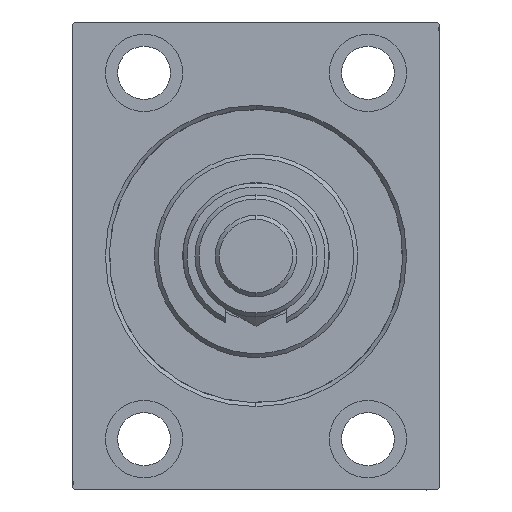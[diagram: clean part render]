
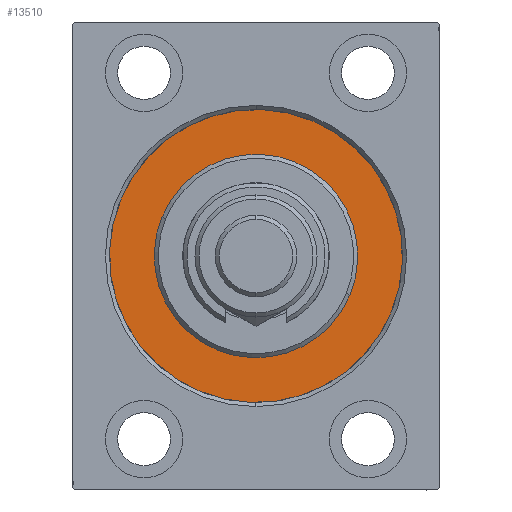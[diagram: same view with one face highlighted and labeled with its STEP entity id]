
A CAD part, left-side view. The second image highlights one B-rep face of the part: STEP entity #13510.
In plain terms, the highlighted face is planar.
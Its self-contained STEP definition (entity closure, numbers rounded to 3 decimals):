
#1360 = VERTEX_POINT ( 'NONE', #34474 ) ;
#1418 = AXIS2_PLACEMENT_3D ( 'NONE', #10140, #31581, #2585 ) ;
#2585 = DIRECTION ( 'NONE',  ( 0., 0., 1. ) ) ;
#2848 = DIRECTION ( 'NONE',  ( -1., 0., 0. ) ) ;
#3356 = ORIENTED_EDGE ( 'NONE', *, *, #28625, .F. ) ;
#3736 = CARTESIAN_POINT ( 'NONE',  ( 0., 0., 0. ) ) ;
#4139 = EDGE_CURVE ( 'NONE', #13748, #29246, #30474, .T. ) ;
#4577 = CIRCLE ( 'NONE', #27156, 25. ) ;
#5881 = EDGE_CURVE ( 'NONE', #29246, #13748, #26754, .T. ) ;
#6829 = CARTESIAN_POINT ( 'NONE',  ( 0., 0., 0. ) ) ;
#6958 = DIRECTION ( 'NONE',  ( 0., 0., -1. ) ) ;
#7156 = ORIENTED_EDGE ( 'NONE', *, *, #44069, .F. ) ;
#7189 = AXIS2_PLACEMENT_3D ( 'NONE', #35151, #2848, #42254 ) ;
#10140 = CARTESIAN_POINT ( 'NONE',  ( 0., 0., 0. ) ) ;
#13510 = ADVANCED_FACE ( 'NONE', ( #28033, #42465 ), #42228, .F. ) ;
#13748 = VERTEX_POINT ( 'NONE', #30117 ) ;
#14019 = EDGE_LOOP ( 'NONE', ( #7156, #3356 ) ) ;
#21182 = DIRECTION ( 'NONE',  ( 1., 0., 0. ) ) ;
#22681 = CARTESIAN_POINT ( 'NONE',  ( 0., 0., -36. ) ) ;
#25096 = CARTESIAN_POINT ( 'NONE',  ( 0., 0., 0. ) ) ;
#25217 = CIRCLE ( 'NONE', #32713, 25. ) ;
#25819 = CARTESIAN_POINT ( 'NONE',  ( 0., 0., 25. ) ) ;
#25871 = DIRECTION ( 'NONE',  ( -1., 0., 0. ) ) ;
#26705 = AXIS2_PLACEMENT_3D ( 'NONE', #3736, #25871, #46686 ) ;
#26754 = CIRCLE ( 'NONE', #7189, 36. ) ;
#27156 = AXIS2_PLACEMENT_3D ( 'NONE', #6829, #21182, #35576 ) ;
#28033 = FACE_BOUND ( 'NONE', #14019, .T. ) ;
#28153 = DIRECTION ( 'NONE',  ( 1., 0., 0. ) ) ;
#28625 = EDGE_CURVE ( 'NONE', #1360, #40500, #4577, .T. ) ;
#28673 = ORIENTED_EDGE ( 'NONE', *, *, #5881, .F. ) ;
#29246 = VERTEX_POINT ( 'NONE', #22681 ) ;
#29789 = EDGE_LOOP ( 'NONE', ( #28673, #36144 ) ) ;
#30117 = CARTESIAN_POINT ( 'NONE',  ( 0., 0., 36. ) ) ;
#30474 = CIRCLE ( 'NONE', #26705, 36. ) ;
#31581 = DIRECTION ( 'NONE',  ( -1., 0., 0. ) ) ;
#32713 = AXIS2_PLACEMENT_3D ( 'NONE', #25096, #28153, #6958 ) ;
#34474 = CARTESIAN_POINT ( 'NONE',  ( 0., 0., -25. ) ) ;
#35151 = CARTESIAN_POINT ( 'NONE',  ( 0., 0., 0. ) ) ;
#35576 = DIRECTION ( 'NONE',  ( 0., 0., -1. ) ) ;
#36144 = ORIENTED_EDGE ( 'NONE', *, *, #4139, .F. ) ;
#40500 = VERTEX_POINT ( 'NONE', #25819 ) ;
#42228 = PLANE ( 'NONE',  #1418 ) ;
#42254 = DIRECTION ( 'NONE',  ( 0., 0., 1. ) ) ;
#42465 = FACE_OUTER_BOUND ( 'NONE', #29789, .T. ) ;
#44069 = EDGE_CURVE ( 'NONE', #40500, #1360, #25217, .T. ) ;
#46686 = DIRECTION ( 'NONE',  ( 0., 0., 1. ) ) ;
